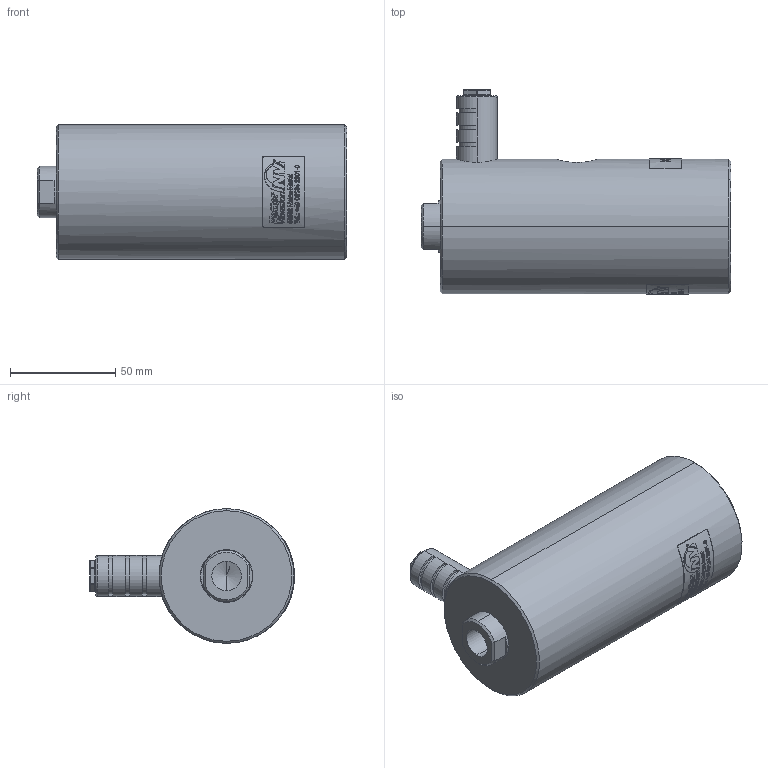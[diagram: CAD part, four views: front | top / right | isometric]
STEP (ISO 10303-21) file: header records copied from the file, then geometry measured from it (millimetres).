
FILE_DESCRIPTION (( 'STEP AP214' ), '1' );
FILE_NAME ('NTK 25 #03325000.STEP', '2022-01-27T15:45:59', ( '' ), ( '' ), 'SwSTEP 2.0', 'SolidWorks 2015', '' );
FILE_SCHEMA (( 'AUTOMOTIVE_DESIGN' ));
Length unit declared in the file: millimetre
Products named in the file (1): NTK 25 #03325000
Bounding box: 147 x 97.2 x 64 mm (x, y, z)
Volume: 445518 mm3; surface area: 46970.8 mm2
Topology: 2 solids, 10 shells, 370 faces, 1464 edges, 1196 vertices
Faces by surface type: cylinder 188, plane 106, cone 41, torus 27, sphere 8
Entity records: 26959 total; most frequent: CARTESIAN_POINT 12008, ORIENTED_EDGE 2876, DIRECTION 2060, EDGE_CURVE 1438, VERTEX_POINT 1196, AXIS2_PLACEMENT_3D 833, B_SPLINE_CURVE_WITH_KNOTS 582, EDGE_LOOP 486
